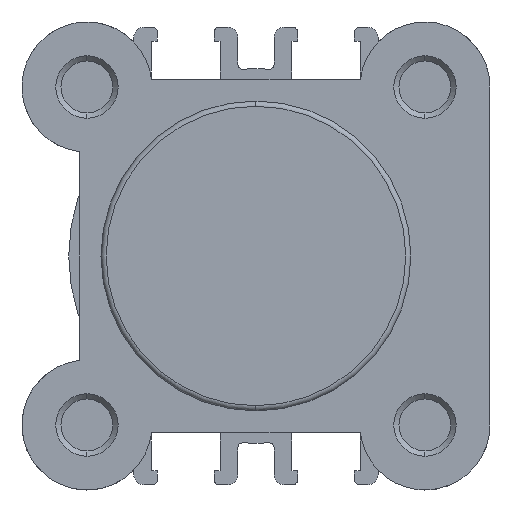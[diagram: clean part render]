
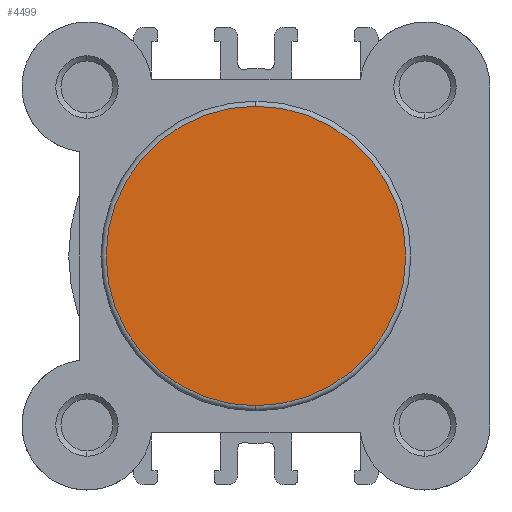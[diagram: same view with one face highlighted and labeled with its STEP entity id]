
A CAD part, left-side view. The second image highlights one B-rep face of the part: STEP entity #4499.
In plain terms, the highlighted planar face has unit normal (-1, 0, 0).
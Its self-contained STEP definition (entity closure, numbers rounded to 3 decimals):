
#697 = CIRCLE ( 'NONE', #3593, 14.4 ) ;
#746 = CIRCLE ( 'NONE', #3607, 14.4 ) ;
#1231 = FACE_OUTER_BOUND ( 'NONE', #4911, .T. ) ;
#2033 = CARTESIAN_POINT ( 'NONE',  ( 0., -14.9, 0. ) ) ;
#2038 = PLANE ( 'NONE',  #2617 ) ;
#2044 = DIRECTION ( 'NONE',  ( -1., 0., 0. ) ) ;
#2045 = DIRECTION ( 'NONE',  ( 0., 0., 1. ) ) ;
#2617 = AXIS2_PLACEMENT_3D ( 'NONE', #2033, #2044, #2045 ) ;
#3212 = EDGE_CURVE ( 'NONE', #4204, #4272, #697, .T. ) ;
#3245 = EDGE_CURVE ( 'NONE', #4272, #4204, #746, .T. ) ;
#3593 = AXIS2_PLACEMENT_3D ( 'NONE', #5366, #5393, #5394 ) ;
#3607 = AXIS2_PLACEMENT_3D ( 'NONE', #5465, #5471, #5472 ) ;
#4204 = VERTEX_POINT ( 'NONE', #6062 ) ;
#4272 = VERTEX_POINT ( 'NONE', #6120 ) ;
#4499 = ADVANCED_FACE ( 'NONE', ( #1231 ), #2038, .T. ) ;
#4911 = EDGE_LOOP ( 'NONE', ( #6712, #6713 ) ) ;
#5366 = CARTESIAN_POINT ( 'NONE',  ( 0., 0., 0. ) ) ;
#5393 = DIRECTION ( 'NONE',  ( -1., 0., 0. ) ) ;
#5394 = DIRECTION ( 'NONE',  ( 0., 0., 1. ) ) ;
#5465 = CARTESIAN_POINT ( 'NONE',  ( 0., 0., 0. ) ) ;
#5471 = DIRECTION ( 'NONE',  ( -1., 0., 0. ) ) ;
#5472 = DIRECTION ( 'NONE',  ( 0., 0., 1. ) ) ;
#6062 = CARTESIAN_POINT ( 'NONE',  ( 0., 0., -14.4 ) ) ;
#6120 = CARTESIAN_POINT ( 'NONE',  ( 0., 0., 14.4 ) ) ;
#6712 = ORIENTED_EDGE ( 'NONE', *, *, #3245, .T. ) ;
#6713 = ORIENTED_EDGE ( 'NONE', *, *, #3212, .T. ) ;
